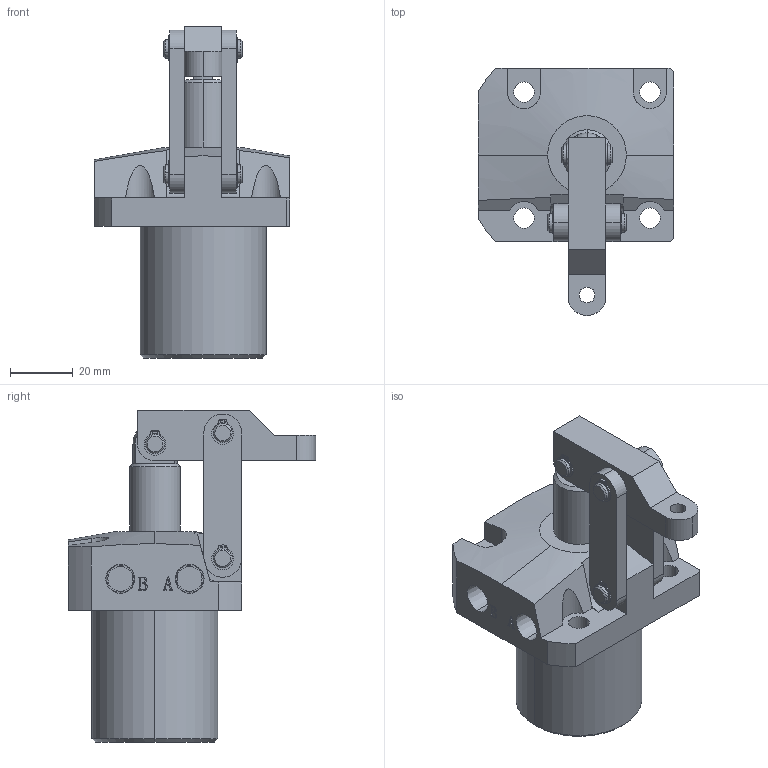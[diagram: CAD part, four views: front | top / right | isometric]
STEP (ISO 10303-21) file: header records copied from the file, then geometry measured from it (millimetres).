
FILE_DESCRIPTION (( 'STEP AP203' ), '1' );
FILE_NAME ('HUKW250A-U-SRS.STEP', '2020-08-24T07:48:35', ( '微软用户' ), ( '微软中国' ), 'SwSTEP 2.0', 'SolidWorks 2012', '' );
FILE_SCHEMA (( 'CONFIG_CONTROL_DESIGN' ));
Length unit declared in the file: millimetre
Products named in the file (8): HUKW250A-U-SRS; HUKV-W250傻种; HUKV-W250活塞杆; HUKV-W250蟀裝; HUKV-W250揤旋; HUKV-W250酗种; basic external retaining ring_am(B27.7M - 3AM1-6)
Assembly tree (14 placements, depth 2):
  HUKW250A-U-SRS
    HUKW250A-U-SRS
    HUKV-W250傻种
    HUKV-W250活塞杆
    HUKV-W250蟀裝  x2
    HUKV-W250揤旋
    HUKV-W250酗种  x2
    basic external retaining ring_am(B27.7M - 3AM1-6)  x6
Bounding box: 62 x 78.5 x 105.4 mm (x, y, z)
Volume: 127687.6 mm3; surface area: 36478.2 mm2
Topology: 14 solids, 14 shells, 415 faces, 1057 edges, 695 vertices
Faces by surface type: plane 198, cylinder 171, cone 22, bspline 16, torus 6, sphere 2
Entity records: 9406 total; most frequent: CARTESIAN_POINT 2327, DIRECTION 1276, ORIENTED_EDGE 1234, EDGE_CURVE 617, AXIS2_PLACEMENT_3D 466, VERTEX_POINT 403, VECTOR 344, LINE 344
